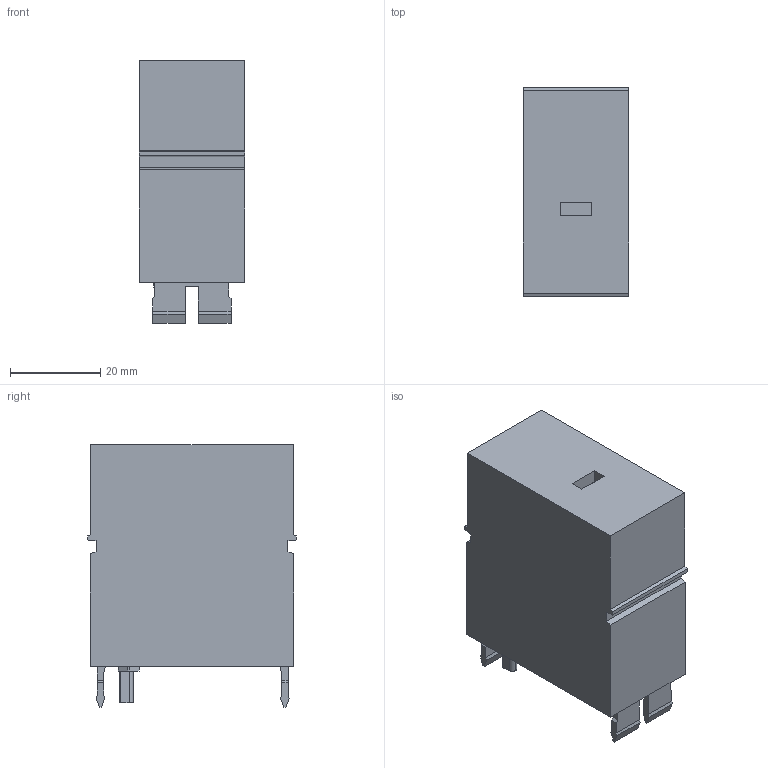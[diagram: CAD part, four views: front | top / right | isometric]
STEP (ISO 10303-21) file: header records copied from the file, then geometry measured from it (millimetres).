
FILE_DESCRIPTION(('STEP AP214'),'1');
FILE_NAME('cctmp_B3483973-C210-4F73-83BA-D62D0738725A_2023_07_21_23_22_39_0023..stp','2023-07-21T21:22:39',('SIEMENS A&D'),('CADClick - www.CADClick.com'),'Spatial InterOp 3D postprocessed',' ','unknown authorization');
FILE_SCHEMA(('AUTOMOTIVE_DESIGN'));
Length unit declared in the file: millimetre
Products named in the file (1): 2023_07_21_23_22_39_0018
Bounding box: 23.45 x 46.4 x 58.4 mm (x, y, z)
Volume: 52336.8 mm3; surface area: 9732.3 mm2
Topology: 1 solids, 1 shells, 88 faces, 243 edges, 162 vertices
Faces by surface type: plane 84, cylinder 4
Entity records: 3049 total; most frequent: CARTESIAN_POINT 494, ORIENTED_EDGE 486, DIRECTION 429, EDGE_CURVE 243, LINE 235, VECTOR 235, VERTEX_POINT 162, AXIS2_PLACEMENT_3D 97
